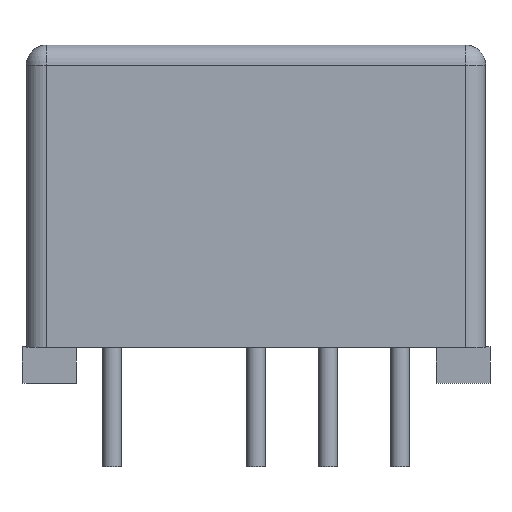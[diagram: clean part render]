
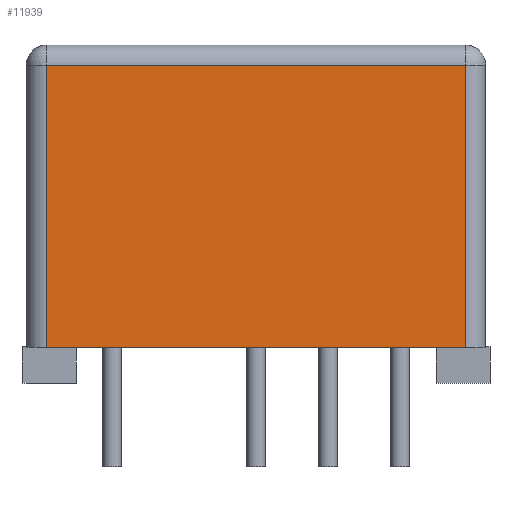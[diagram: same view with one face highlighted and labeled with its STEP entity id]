
A CAD part, left-side view. The second image highlights one B-rep face of the part: STEP entity #11939.
In plain terms, the highlighted planar face has unit normal (-1, 0, 0).
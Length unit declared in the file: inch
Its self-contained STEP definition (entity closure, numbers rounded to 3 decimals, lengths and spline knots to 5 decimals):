
#11635=CARTESIAN_POINT('',(-0.5855,0.291,0.182));
#11636=VERTEX_POINT('',#11635);
#11699=CARTESIAN_POINT('',(-0.5855,-0.291,0.182));
#11700=VERTEX_POINT('',#11699);
#11732=CARTESIAN_POINT('',(-0.5855,-0.291,-0.21));
#11733=VERTEX_POINT('',#11732);
#11750=CARTESIAN_POINT('',(-0.5855,-0.291,0.182));
#11751=DIRECTION('',(0.0,0.0,-1.0));
#11752=VECTOR('',#11751,0.392);
#11753=LINE('',#11750,#11752);
#11754=EDGE_CURVE('',#11700,#11733,#11753,.T.);
#11782=CARTESIAN_POINT('',(-0.5855,0.291,0.182));
#11783=DIRECTION('',(0.0,-1.0,0.0));
#11784=VECTOR('',#11783,0.582);
#11785=LINE('',#11782,#11784);
#11786=EDGE_CURVE('',#11636,#11700,#11785,.T.);
#11849=CARTESIAN_POINT('',(-0.5855,0.291,-0.21));
#11850=VERTEX_POINT('',#11849);
#11858=CARTESIAN_POINT('',(-0.5855,0.291,-0.21));
#11859=DIRECTION('',(0.0,0.0,1.0));
#11860=VECTOR('',#11859,0.392);
#11861=LINE('',#11858,#11860);
#11862=EDGE_CURVE('',#11850,#11636,#11861,.T.);
#11923=CARTESIAN_POINT('',(-0.5855,-0.319,0.0));
#11924=DIRECTION('',(-1.0,0.0,0.0));
#11925=DIRECTION('',(0.0,0.0,1.0));
#11926=AXIS2_PLACEMENT_3D('',#11923,#11924,#11925);
#11927=PLANE('',#11926);
#11928=ORIENTED_EDGE('',*,*,#11754,.F.);
#11929=ORIENTED_EDGE('',*,*,#11786,.F.);
#11930=ORIENTED_EDGE('',*,*,#11862,.F.);
#11931=CARTESIAN_POINT('',(-0.5855,0.291,-0.21));
#11932=DIRECTION('',(0.0,-1.0,0.0));
#11933=VECTOR('',#11932,0.582);
#11934=LINE('',#11931,#11933);
#11935=EDGE_CURVE('',#11850,#11733,#11934,.T.);
#11936=ORIENTED_EDGE('',*,*,#11935,.T.);
#11937=EDGE_LOOP('',(#11928,#11929,#11930,#11936));
#11938=FACE_OUTER_BOUND('',#11937,.T.);
#11939=ADVANCED_FACE('',(#11938),#11927,.T.);
